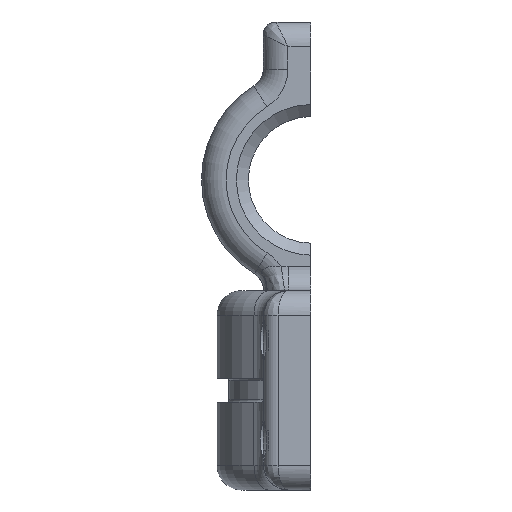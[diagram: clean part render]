
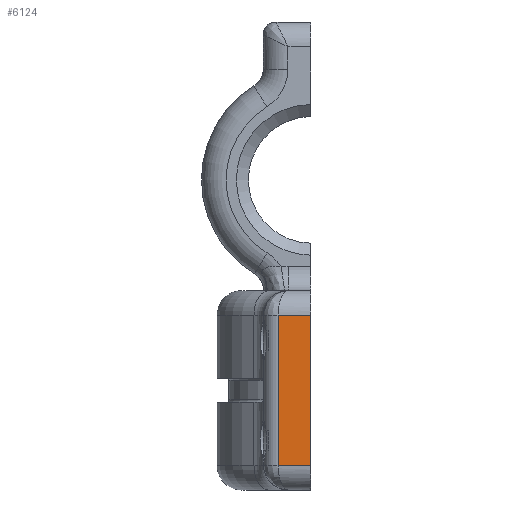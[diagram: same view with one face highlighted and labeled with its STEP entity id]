
A CAD part, left-side view. The second image highlights one B-rep face of the part: STEP entity #6124.
In plain terms, the highlighted planar face has unit normal (-1, 0, 0).
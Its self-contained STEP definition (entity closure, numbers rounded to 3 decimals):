
#221 = DIRECTION ( 'NONE',  ( 0., 0., -1. ) ) ;
#683 = CARTESIAN_POINT ( 'NONE',  ( -137.919, 98.851, 421.513 ) ) ;
#753 = VERTEX_POINT ( 'NONE', #8729 ) ;
#800 = DIRECTION ( 'NONE',  ( 0., 0., 1. ) ) ;
#1154 = VERTEX_POINT ( 'NONE', #3049 ) ;
#1268 = EDGE_CURVE ( 'NONE', #9199, #753, #8901, .T. ) ;
#1392 = VECTOR ( 'NONE', #4572, 1000. ) ;
#1618 = LINE ( 'NONE', #6635, #8827 ) ;
#1908 = ORIENTED_EDGE ( 'NONE', *, *, #4571, .T. ) ;
#3049 = CARTESIAN_POINT ( 'NONE',  ( -137.919, 98.851, 452.787 ) ) ;
#3181 = CARTESIAN_POINT ( 'NONE',  ( -137.919, 92.075, 457.917 ) ) ;
#3207 = DIRECTION ( 'NONE',  ( 0., -1., 0. ) ) ;
#3332 = ORIENTED_EDGE ( 'NONE', *, *, #1268, .F. ) ;
#3501 = EDGE_CURVE ( 'NONE', #1154, #4844, #1618, .T. ) ;
#3861 = DIRECTION ( 'NONE',  ( -1., 0., 0. ) ) ;
#4571 = EDGE_CURVE ( 'NONE', #4844, #753, #6724, .T. ) ;
#4572 = DIRECTION ( 'NONE',  ( 0., 0., -1. ) ) ;
#4844 = VERTEX_POINT ( 'NONE', #683 ) ;
#5089 = CARTESIAN_POINT ( 'NONE',  ( -137.919, 0., 452.787 ) ) ;
#5927 = CARTESIAN_POINT ( 'NONE',  ( -137.919, 92.075, 421.513 ) ) ;
#6124 = ADVANCED_FACE ( 'NONE', ( #7419 ), #8779, .T. ) ;
#6344 = LINE ( 'NONE', #5089, #8102 ) ;
#6589 = AXIS2_PLACEMENT_3D ( 'NONE', #8212, #3861, #800 ) ;
#6635 = CARTESIAN_POINT ( 'NONE',  ( -137.919, 98.851, 457.917 ) ) ;
#6724 = LINE ( 'NONE', #5927, #7012 ) ;
#6992 = EDGE_CURVE ( 'NONE', #9199, #1154, #6344, .T. ) ;
#7012 = VECTOR ( 'NONE', #3207, 1000. ) ;
#7419 = FACE_OUTER_BOUND ( 'NONE', #7789, .T. ) ;
#7735 = CARTESIAN_POINT ( 'NONE',  ( -137.919, 92.075, 452.787 ) ) ;
#7789 = EDGE_LOOP ( 'NONE', ( #3332, #9157, #7864, #1908 ) ) ;
#7864 = ORIENTED_EDGE ( 'NONE', *, *, #3501, .T. ) ;
#8102 = VECTOR ( 'NONE', #9158, 1000. ) ;
#8212 = CARTESIAN_POINT ( 'NONE',  ( -137.919, 0., 457.917 ) ) ;
#8729 = CARTESIAN_POINT ( 'NONE',  ( -137.919, 92.075, 421.513 ) ) ;
#8779 = PLANE ( 'NONE',  #6589 ) ;
#8827 = VECTOR ( 'NONE', #221, 1000. ) ;
#8901 = LINE ( 'NONE', #3181, #1392 ) ;
#9157 = ORIENTED_EDGE ( 'NONE', *, *, #6992, .T. ) ;
#9158 = DIRECTION ( 'NONE',  ( 0., 1., 0. ) ) ;
#9199 = VERTEX_POINT ( 'NONE', #7735 ) ;
